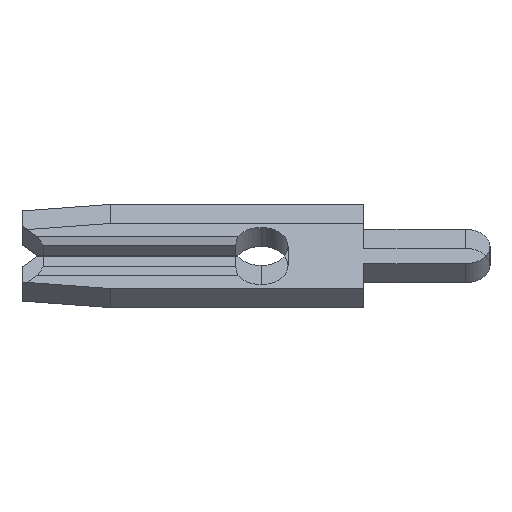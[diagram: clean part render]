
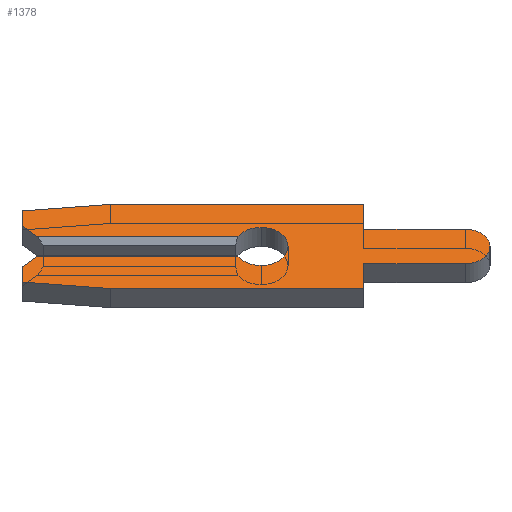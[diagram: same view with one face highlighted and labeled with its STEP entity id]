
A CAD part, left-side view. The second image highlights one B-rep face of the part: STEP entity #1378.
In plain terms, the highlighted face is planar.
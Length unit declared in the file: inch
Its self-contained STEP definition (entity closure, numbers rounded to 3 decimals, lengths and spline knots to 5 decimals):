
#26 = VECTOR ( 'NONE', #2636, 39.37008 ) ;
#32 = CARTESIAN_POINT ( 'NONE',  ( -0.013, -0.099, -0.0575 ) ) ;
#62 = DIRECTION ( 'NONE',  ( 1., 0., 0. ) ) ;
#70 = ORIENTED_EDGE ( 'NONE', *, *, #453, .F. ) ;
#77 = CARTESIAN_POINT ( 'NONE',  ( -0.013, 0.231, 0.04857 ) ) ;
#79 = CARTESIAN_POINT ( 'NONE',  ( -0.013, 0.231, 0.028 ) ) ;
#82 = VERTEX_POINT ( 'NONE', #227 ) ;
#93 = AXIS2_PLACEMENT_3D ( 'NONE', #925, #1130, #2591 ) ;
#115 = ORIENTED_EDGE ( 'NONE', *, *, #2194, .F. ) ;
#171 = EDGE_CURVE ( 'NONE', #425, #299, #335, .T. ) ;
#175 = ORIENTED_EDGE ( 'NONE', *, *, #1609, .F. ) ;
#181 = LINE ( 'NONE', #1227, #2161 ) ;
#186 = VECTOR ( 'NONE', #998, 39.37008 ) ;
#203 = ORIENTED_EDGE ( 'NONE', *, *, #641, .F. ) ;
#210 = CARTESIAN_POINT ( 'NONE',  ( -0.013, 0.146, -0.0575 ) ) ;
#227 = CARTESIAN_POINT ( 'NONE',  ( -0.013, -0.099, 0.0235 ) ) ;
#239 = DIRECTION ( 'NONE',  ( 0., 0., -1. ) ) ;
#242 = ORIENTED_EDGE ( 'NONE', *, *, #2469, .F. ) ;
#262 = VERTEX_POINT ( 'NONE', #1073 ) ;
#283 = CARTESIAN_POINT ( 'NONE',  ( -0.013, 0.2105, -0.0075 ) ) ;
#293 = LINE ( 'NONE', #1659, #705 ) ;
#294 = ORIENTED_EDGE ( 'NONE', *, *, #487, .F. ) ;
#299 = VERTEX_POINT ( 'NONE', #32 ) ;
#302 = CARTESIAN_POINT ( 'NONE',  ( -0.013, 0.146, -0.0575 ) ) ;
#314 = VERTEX_POINT ( 'NONE', #932 ) ;
#329 = VERTEX_POINT ( 'NONE', #2039 ) ;
#335 = LINE ( 'NONE', #2532, #445 ) ;
#338 = EDGE_CURVE ( 'NONE', #314, #1781, #2185, .T. ) ;
#375 = ORIENTED_EDGE ( 'NONE', *, *, #338, .F. ) ;
#410 = CIRCLE ( 'NONE', #957, 0.026 ) ;
#415 = ORIENTED_EDGE ( 'NONE', *, *, #1423, .T. ) ;
#418 = EDGE_CURVE ( 'NONE', #1537, #2421, #2515, .T. ) ;
#425 = VERTEX_POINT ( 'NONE', #1563 ) ;
#445 = VECTOR ( 'NONE', #2543, 39.37008 ) ;
#453 = EDGE_CURVE ( 'NONE', #1829, #2412, #2334, .T. ) ;
#487 = EDGE_CURVE ( 'NONE', #299, #1162, #2651, .T. ) ;
#488 = DIRECTION ( 'NONE',  ( 0., 0., 1. ) ) ;
#494 = DIRECTION ( 'NONE',  ( -1., 0., 0. ) ) ;
#515 = CARTESIAN_POINT ( 'NONE',  ( -0.013, 0.231, -0.028 ) ) ;
#520 = ORIENTED_EDGE ( 'NONE', *, *, #1762, .F. ) ;
#589 = CARTESIAN_POINT ( 'NONE',  ( -0.013, 0.146, 0.0575 ) ) ;
#607 = LINE ( 'NONE', #589, #1679 ) ;
#632 = VECTOR ( 'NONE', #1981, 39.37008 ) ;
#641 = EDGE_CURVE ( 'NONE', #82, #1934, #293, .T. ) ;
#649 = DIRECTION ( 'NONE',  ( 0., 0.995, 0.105 ) ) ;
#660 = CARTESIAN_POINT ( 'NONE',  ( -0.013, 0., 0. ) ) ;
#677 = CARTESIAN_POINT ( 'NONE',  ( -0.013, 0., 0. ) ) ;
#694 = DIRECTION ( 'NONE',  ( 0., 0., 1. ) ) ;
#703 = DIRECTION ( 'NONE',  ( 0., -0.707, 0.707 ) ) ;
#705 = VECTOR ( 'NONE', #2475, 39.37008 ) ;
#750 = CARTESIAN_POINT ( 'NONE',  ( -0.013, -0.099, 0.0575 ) ) ;
#754 = DIRECTION ( 'NONE',  ( 0., -1., 0. ) ) ;
#771 = VECTOR ( 'NONE', #703, 39.37008 ) ;
#776 = DIRECTION ( 'NONE',  ( 0., 0., -1. ) ) ;
#791 = VERTEX_POINT ( 'NONE', #2051 ) ;
#830 = EDGE_CURVE ( 'NONE', #2159, #82, #947, .T. ) ;
#839 = ORIENTED_EDGE ( 'NONE', *, *, #1271, .F. ) ;
#841 = VERTEX_POINT ( 'NONE', #1667 ) ;
#891 = DIRECTION ( 'NONE',  ( -1., 0., 0. ) ) ;
#913 = VECTOR ( 'NONE', #2555, 39.37008 ) ;
#924 = ORIENTED_EDGE ( 'NONE', *, *, #2656, .F. ) ;
#925 = CARTESIAN_POINT ( 'NONE',  ( -0.013, -0.1975, 0. ) ) ;
#932 = CARTESIAN_POINT ( 'NONE',  ( -0.013, 0.231, -0.04857 ) ) ;
#947 = LINE ( 'NONE', #1420, #2238 ) ;
#957 = AXIS2_PLACEMENT_3D ( 'NONE', #660, #891, #1513 ) ;
#972 = LINE ( 'NONE', #77, #632 ) ;
#978 = CIRCLE ( 'NONE', #2089, 0.026 ) ;
#998 = DIRECTION ( 'NONE',  ( 0., 0.707, 0.707 ) ) ;
#1073 = CARTESIAN_POINT ( 'NONE',  ( -0.013, 0.02252, 0.013 ) ) ;
#1084 = DIRECTION ( 'NONE',  ( 0., 0., -1. ) ) ;
#1109 = CARTESIAN_POINT ( 'NONE',  ( -0.013, 0., 0. ) ) ;
#1130 = DIRECTION ( 'NONE',  ( 1., 0., 0. ) ) ;
#1162 = VERTEX_POINT ( 'NONE', #210 ) ;
#1227 = CARTESIAN_POINT ( 'NONE',  ( -0.013, -0.099, -0.0235 ) ) ;
#1234 = CARTESIAN_POINT ( 'NONE',  ( -0.013, 0., 0.026 ) ) ;
#1241 = AXIS2_PLACEMENT_3D ( 'NONE', #1109, #62, #1084 ) ;
#1271 = EDGE_CURVE ( 'NONE', #2412, #841, #978, .T. ) ;
#1277 = EDGE_LOOP ( 'NONE', ( #415, #520, #1473, #839, #70, #1969, #375, #175, #294, #1287, #924, #1778, #203, #2552, #242, #1995, #1428, #115 ) ) ;
#1287 = ORIENTED_EDGE ( 'NONE', *, *, #171, .F. ) ;
#1329 = CARTESIAN_POINT ( 'NONE',  ( -0.013, 0.231, 0.028 ) ) ;
#1378 = ADVANCED_FACE ( 'NONE', ( #1417 ), #2370, .F. ) ;
#1382 = CARTESIAN_POINT ( 'NONE',  ( -0.013, 0.216, -0.013 ) ) ;
#1397 = CARTESIAN_POINT ( 'NONE',  ( -0.013, 0.216, 0.013 ) ) ;
#1414 = CARTESIAN_POINT ( 'NONE',  ( -0.013, 0.02252, -0.013 ) ) ;
#1417 = FACE_OUTER_BOUND ( 'NONE', #1277, .T. ) ;
#1420 = CARTESIAN_POINT ( 'NONE',  ( -0.013, -0.099, 0.0575 ) ) ;
#1423 = EDGE_CURVE ( 'NONE', #2251, #262, #2581, .T. ) ;
#1428 = ORIENTED_EDGE ( 'NONE', *, *, #418, .F. ) ;
#1473 = ORIENTED_EDGE ( 'NONE', *, *, #1593, .F. ) ;
#1513 = DIRECTION ( 'NONE',  ( 0., 0., -1. ) ) ;
#1526 = CARTESIAN_POINT ( 'NONE',  ( -0.013, 0.231, 0.013 ) ) ;
#1537 = VERTEX_POINT ( 'NONE', #1329 ) ;
#1544 = VECTOR ( 'NONE', #488, 39.37008 ) ;
#1563 = CARTESIAN_POINT ( 'NONE',  ( -0.013, -0.099, -0.0235 ) ) ;
#1591 = DIRECTION ( 'NONE',  ( 0., 0., -1. ) ) ;
#1593 = EDGE_CURVE ( 'NONE', #841, #2535, #410, .T. ) ;
#1609 = EDGE_CURVE ( 'NONE', #1162, #314, #2389, .T. ) ;
#1617 = CARTESIAN_POINT ( 'NONE',  ( -0.013, 0.231, 0.04857 ) ) ;
#1618 = AXIS2_PLACEMENT_3D ( 'NONE', #1798, #494, #1591 ) ;
#1659 = CARTESIAN_POINT ( 'NONE',  ( -0.013, -0.099, 0.0235 ) ) ;
#1664 = DIRECTION ( 'NONE',  ( 0., -1., 0. ) ) ;
#1667 = CARTESIAN_POINT ( 'NONE',  ( -0.013, 0., -0.026 ) ) ;
#1670 = DIRECTION ( 'NONE',  ( 0., 1., 0. ) ) ;
#1679 = VECTOR ( 'NONE', #1664, 39.37008 ) ;
#1683 = VECTOR ( 'NONE', #694, 39.37008 ) ;
#1688 = EDGE_CURVE ( 'NONE', #1934, #329, #1814, .T. ) ;
#1762 = EDGE_CURVE ( 'NONE', #2535, #262, #2166, .T. ) ;
#1778 = ORIENTED_EDGE ( 'NONE', *, *, #1688, .F. ) ;
#1781 = VERTEX_POINT ( 'NONE', #515 ) ;
#1798 = CARTESIAN_POINT ( 'NONE',  ( -0.013, 0., 0. ) ) ;
#1814 = CIRCLE ( 'NONE', #93, 0.0235 ) ;
#1829 = VERTEX_POINT ( 'NONE', #1382 ) ;
#1833 = CARTESIAN_POINT ( 'NONE',  ( -0.013, 0.231, -0.028 ) ) ;
#1844 = LINE ( 'NONE', #283, #771 ) ;
#1927 = CARTESIAN_POINT ( 'NONE',  ( -0.013, 0.231, -0.04857 ) ) ;
#1934 = VERTEX_POINT ( 'NONE', #2423 ) ;
#1947 = VECTOR ( 'NONE', #754, 39.37008 ) ;
#1967 = EDGE_CURVE ( 'NONE', #2421, #791, #972, .T. ) ;
#1969 = ORIENTED_EDGE ( 'NONE', *, *, #2020, .F. ) ;
#1979 = LINE ( 'NONE', #2263, #186 ) ;
#1981 = DIRECTION ( 'NONE',  ( 0., -0.995, 0.105 ) ) ;
#1995 = ORIENTED_EDGE ( 'NONE', *, *, #1967, .F. ) ;
#2020 = EDGE_CURVE ( 'NONE', #1781, #1829, #1844, .T. ) ;
#2039 = CARTESIAN_POINT ( 'NONE',  ( -0.013, -0.1975, -0.0235 ) ) ;
#2051 = CARTESIAN_POINT ( 'NONE',  ( -0.013, 0.146, 0.0575 ) ) ;
#2089 = AXIS2_PLACEMENT_3D ( 'NONE', #677, #2361, #239 ) ;
#2159 = VERTEX_POINT ( 'NONE', #750 ) ;
#2161 = VECTOR ( 'NONE', #1670, 39.37008 ) ;
#2166 = CIRCLE ( 'NONE', #1618, 0.026 ) ;
#2185 = LINE ( 'NONE', #1833, #1544 ) ;
#2194 = EDGE_CURVE ( 'NONE', #2251, #1537, #1979, .T. ) ;
#2238 = VECTOR ( 'NONE', #776, 39.37008 ) ;
#2251 = VERTEX_POINT ( 'NONE', #1397 ) ;
#2263 = CARTESIAN_POINT ( 'NONE',  ( -0.013, 0.2105, 0.0075 ) ) ;
#2334 = LINE ( 'NONE', #2582, #1947 ) ;
#2361 = DIRECTION ( 'NONE',  ( -1., 0., 0. ) ) ;
#2370 = PLANE ( 'NONE',  #1241 ) ;
#2389 = LINE ( 'NONE', #1927, #2512 ) ;
#2412 = VERTEX_POINT ( 'NONE', #1414 ) ;
#2421 = VERTEX_POINT ( 'NONE', #1617 ) ;
#2423 = CARTESIAN_POINT ( 'NONE',  ( -0.013, -0.1975, 0.0235 ) ) ;
#2469 = EDGE_CURVE ( 'NONE', #791, #2159, #607, .T. ) ;
#2475 = DIRECTION ( 'NONE',  ( 0., -1., 0. ) ) ;
#2512 = VECTOR ( 'NONE', #649, 39.37008 ) ;
#2515 = LINE ( 'NONE', #79, #1683 ) ;
#2532 = CARTESIAN_POINT ( 'NONE',  ( -0.013, -0.099, -0.0575 ) ) ;
#2535 = VERTEX_POINT ( 'NONE', #1234 ) ;
#2543 = DIRECTION ( 'NONE',  ( 0., 0., -1. ) ) ;
#2552 = ORIENTED_EDGE ( 'NONE', *, *, #830, .F. ) ;
#2555 = DIRECTION ( 'NONE',  ( 0., -1., 0. ) ) ;
#2581 = LINE ( 'NONE', #1526, #913 ) ;
#2582 = CARTESIAN_POINT ( 'NONE',  ( -0.013, 0., -0.013 ) ) ;
#2591 = DIRECTION ( 'NONE',  ( 0., 0., 1. ) ) ;
#2636 = DIRECTION ( 'NONE',  ( 0., 1., 0. ) ) ;
#2651 = LINE ( 'NONE', #302, #26 ) ;
#2656 = EDGE_CURVE ( 'NONE', #329, #425, #181, .T. ) ;
